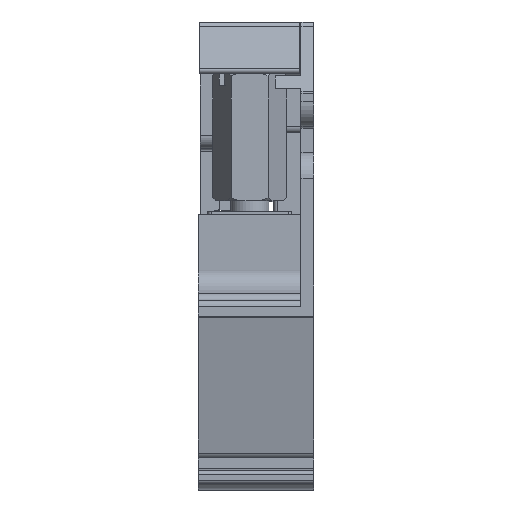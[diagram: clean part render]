
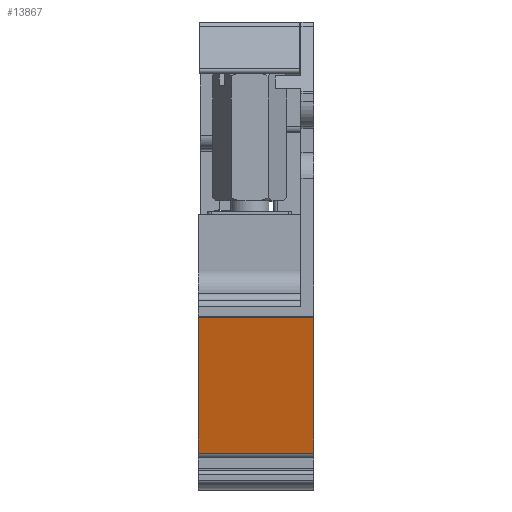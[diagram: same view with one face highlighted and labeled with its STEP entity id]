
A CAD part, left-side view. The second image highlights one B-rep face of the part: STEP entity #13867.
In plain terms, the highlighted planar face has unit normal (-0.973, 0, -0.233).
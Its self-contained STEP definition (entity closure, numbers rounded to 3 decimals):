
#1208=ORIENTED_EDGE('',*,*,#4118,.T.);
#1209=ORIENTED_EDGE('',*,*,#3889,.T.);
#1210=ORIENTED_EDGE('',*,*,#4119,.T.);
#1211=ORIENTED_EDGE('',*,*,#3915,.F.);
#3889=EDGE_CURVE('',#5370,#5372,#6343,.T.);
#3915=EDGE_CURVE('',#5397,#5399,#6356,.T.);
#4118=EDGE_CURVE('',#5397,#5370,#6500,.T.);
#4119=EDGE_CURVE('',#5372,#5399,#6501,.T.);
#5370=VERTEX_POINT('',#18616);
#5372=VERTEX_POINT('',#18620);
#5397=VERTEX_POINT('',#18678);
#5399=VERTEX_POINT('',#18681);
#6343=LINE('',#18621,#7288);
#6356=LINE('',#18680,#7301);
#6500=LINE('',#19108,#7445);
#6501=LINE('',#19109,#7446);
#7288=VECTOR('',#15572,1000.);
#7301=VECTOR('',#15625,1000.);
#7445=VECTOR('',#16009,1000.);
#7446=VECTOR('',#16010,1000.);
#8296=EDGE_LOOP('',(#1208,#1209,#1210,#1211));
#8957=FACE_BOUND('',#8296,.T.);
#9551=PLANE('',#14559);
#13867=ADVANCED_FACE('',(#8957),#9551,.T.);
#14559=AXIS2_PLACEMENT_3D('',#19107,#16007,#16008);
#15572=DIRECTION('',(0.,1.,0.));
#15625=DIRECTION('',(0.,1.,0.));
#16007=DIRECTION('',(-0.973,0.,-0.233));
#16008=DIRECTION('',(0.233,0.,-0.973));
#16009=DIRECTION('',(-0.233,0.,0.973));
#16010=DIRECTION('',(0.233,0.,-0.973));
#18616=CARTESIAN_POINT('',(-14.286,1.35,-8.258));
#18620=CARTESIAN_POINT('',(-14.286,10.35,-8.258));
#18621=CARTESIAN_POINT('',(-14.286,10.35,-8.258));
#18678=CARTESIAN_POINT('',(-11.762,1.35,-18.817));
#18680=CARTESIAN_POINT('',(-11.762,1.35,-18.817));
#18681=CARTESIAN_POINT('',(-11.762,10.35,-18.817));
#19107=CARTESIAN_POINT('',(-14.3,-50.624,-8.201));
#19108=CARTESIAN_POINT('',(-14.3,1.35,-8.201));
#19109=CARTESIAN_POINT('',(-14.3,10.35,-8.201));
